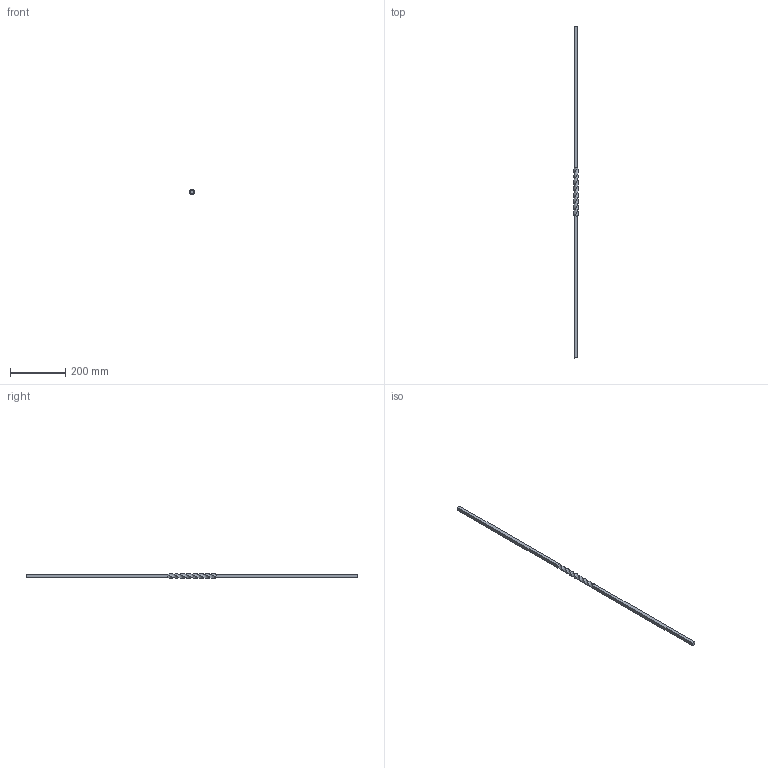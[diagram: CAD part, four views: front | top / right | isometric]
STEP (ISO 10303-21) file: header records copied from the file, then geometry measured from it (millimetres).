
FILE_DESCRIPTION (( 'STEP AP203' ), '1' );
FILE_NAME ('1100-120.step', '2023-05-12T11:40:25', ( '' ), ( '' ), 'SwSTEP 2.0', 'SolidWorks 2018', '' );
FILE_SCHEMA (( 'CONFIG_CONTROL_DESIGN' ));
Length unit declared in the file: millimetre
Products named in the file (1): 1100-120
Bounding box: 16.98 x 1200 x 16.98 mm (x, y, z)
Volume: 172748.5 mm3; surface area: 58136.7 mm2
Topology: 1 solids, 1 shells, 242 faces, 643 edges, 426 vertices
Faces by surface type: plane 137, bspline 105
Entity records: 13130 total; most frequent: CARTESIAN_POINT 7749, ORIENTED_EDGE 1286, DIRECTION 713, EDGE_CURVE 643, VECTOR 437, LINE 437, VERTEX_POINT 426, EDGE_LOOP 265
